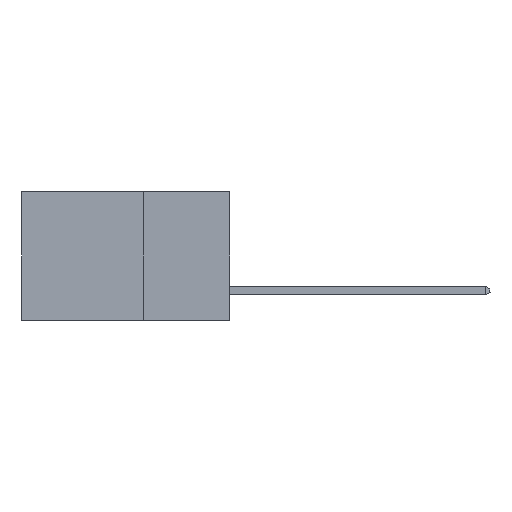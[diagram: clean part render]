
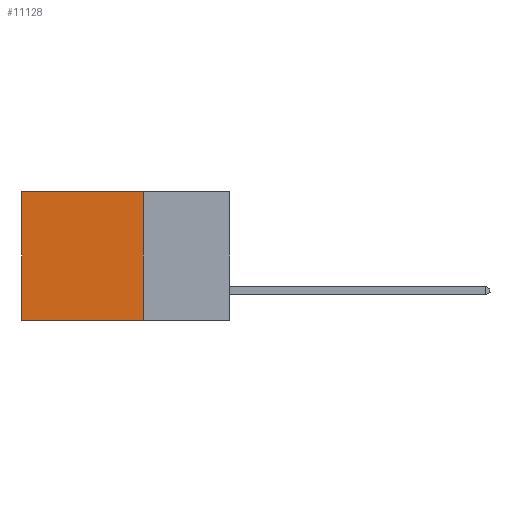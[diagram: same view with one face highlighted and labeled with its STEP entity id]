
A CAD part, left-side view. The second image highlights one B-rep face of the part: STEP entity #11128.
In plain terms, the highlighted planar face has unit normal (-1, 0, 0).
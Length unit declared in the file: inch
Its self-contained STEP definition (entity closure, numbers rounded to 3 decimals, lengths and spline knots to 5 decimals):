
#77 = EDGE_CURVE ( 'NONE', #6569, #1576, #448, .T. ) ;
#448 = LINE ( 'NONE', #3509, #7703 ) ;
#631 = PLANE ( 'NONE',  #14769 ) ;
#1093 = VERTEX_POINT ( 'NONE', #8665 ) ;
#1576 = VERTEX_POINT ( 'NONE', #6804 ) ;
#1717 = CARTESIAN_POINT ( 'NONE',  ( 0.298, 0.25, 0. ) ) ;
#1989 = LINE ( 'NONE', #14807, #14709 ) ;
#2287 = ORIENTED_EDGE ( 'NONE', *, *, #4152, .F. ) ;
#3209 = ORIENTED_EDGE ( 'NONE', *, *, #77, .F. ) ;
#3509 = CARTESIAN_POINT ( 'NONE',  ( 0.298, 0.25, -0.37 ) ) ;
#3982 = CARTESIAN_POINT ( 'NONE',  ( 0.298, 0.25, -0.37 ) ) ;
#4045 = DIRECTION ( 'NONE',  ( 0., 1., 0. ) ) ;
#4109 = DIRECTION ( 'NONE',  ( 1., 0., 0. ) ) ;
#4152 = EDGE_CURVE ( 'NONE', #1093, #6569, #11623, .T. ) ;
#4431 = EDGE_CURVE ( 'NONE', #1093, #10198, #1989, .T. ) ;
#4886 = ORIENTED_EDGE ( 'NONE', *, *, #10653, .T. ) ;
#6217 = ORIENTED_EDGE ( 'NONE', *, *, #4431, .T. ) ;
#6569 = VERTEX_POINT ( 'NONE', #3982 ) ;
#6804 = CARTESIAN_POINT ( 'NONE',  ( 0.298, 0.6, -0.37 ) ) ;
#7026 = EDGE_LOOP ( 'NONE', ( #4886, #3209, #2287, #6217 ) ) ;
#7622 = CARTESIAN_POINT ( 'NONE',  ( 0.298, 0.6, 0. ) ) ;
#7703 = VECTOR ( 'NONE', #8412, 39.37008 ) ;
#8412 = DIRECTION ( 'NONE',  ( 0., 1., 0. ) ) ;
#8665 = CARTESIAN_POINT ( 'NONE',  ( 0.298, 0.25, 0. ) ) ;
#8720 = VECTOR ( 'NONE', #13828, 39.37008 ) ;
#9146 = DIRECTION ( 'NONE',  ( 0., 0., -1. ) ) ;
#10026 = CARTESIAN_POINT ( 'NONE',  ( 0.298, 0.25, 0. ) ) ;
#10198 = VERTEX_POINT ( 'NONE', #7622 ) ;
#10653 = EDGE_CURVE ( 'NONE', #10198, #1576, #13716, .T. ) ;
#11128 = ADVANCED_FACE ( 'NONE', ( #15301 ), #631, .F. ) ;
#11623 = LINE ( 'NONE', #10026, #8720 ) ;
#11628 = DIRECTION ( 'NONE',  ( 0., 0., -1. ) ) ;
#12727 = VECTOR ( 'NONE', #9146, 39.37008 ) ;
#13716 = LINE ( 'NONE', #13891, #12727 ) ;
#13828 = DIRECTION ( 'NONE',  ( 0., 0., -1. ) ) ;
#13891 = CARTESIAN_POINT ( 'NONE',  ( 0.298, 0.6, 0. ) ) ;
#14709 = VECTOR ( 'NONE', #4045, 39.37008 ) ;
#14769 = AXIS2_PLACEMENT_3D ( 'NONE', #1717, #4109, #11628 ) ;
#14807 = CARTESIAN_POINT ( 'NONE',  ( 0.298, 0.25, 0. ) ) ;
#15301 = FACE_OUTER_BOUND ( 'NONE', #7026, .T. ) ;
